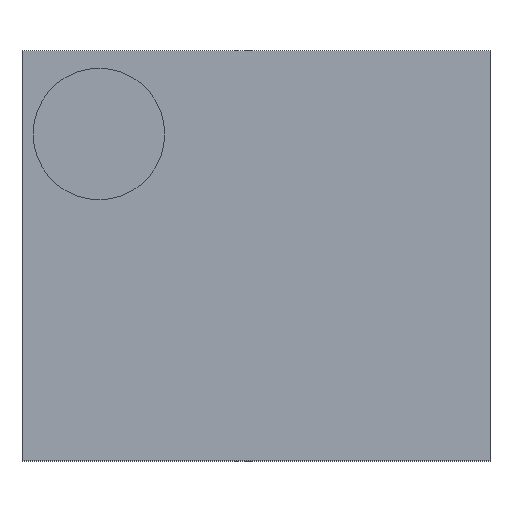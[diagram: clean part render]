
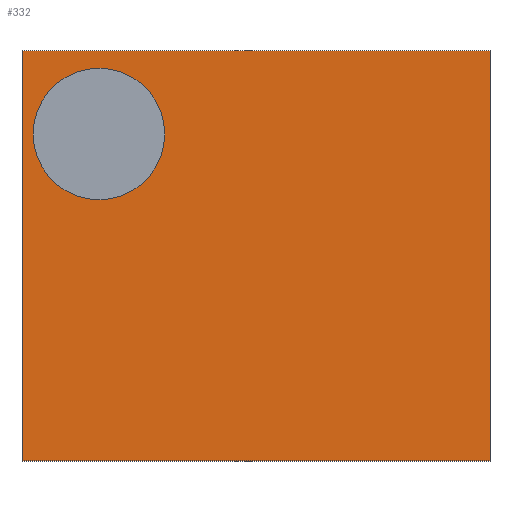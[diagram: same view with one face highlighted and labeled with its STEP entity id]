
A CAD part, top view. The second image highlights one B-rep face of the part: STEP entity #332.
In plain terms, the highlighted planar face has unit normal (0, 0, 1).
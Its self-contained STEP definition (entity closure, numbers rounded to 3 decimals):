
#57=FACE_OUTER_BOUND('',#78,.T.);
#78=EDGE_LOOP('',(#251,#252,#253,#254));
#96=LINE('',#495,#132);
#102=LINE('',#507,#138);
#104=LINE('',#510,#140);
#106=LINE('',#513,#142);
#132=VECTOR('',#394,1.);
#138=VECTOR('',#402,1.);
#140=VECTOR('',#406,1.);
#142=VECTOR('',#410,1.);
#168=VERTEX_POINT('',#492);
#169=VERTEX_POINT('',#494);
#172=VERTEX_POINT('',#501);
#174=VERTEX_POINT('',#505);
#194=EDGE_CURVE('',#168,#169,#96,.T.);
#200=EDGE_CURVE('',#172,#174,#102,.T.);
#202=EDGE_CURVE('',#168,#172,#104,.T.);
#204=EDGE_CURVE('',#169,#174,#106,.T.);
#251=ORIENTED_EDGE('',*,*,#194,.F.);
#252=ORIENTED_EDGE('',*,*,#202,.T.);
#253=ORIENTED_EDGE('',*,*,#200,.T.);
#254=ORIENTED_EDGE('',*,*,#204,.F.);
#312=PLANE('',#360);
#332=ADVANCED_FACE('',(#57),#312,.T.);
#360=AXIS2_PLACEMENT_3D('',#515,#413,#414);
#394=DIRECTION('',(0.,1.,0.));
#402=DIRECTION('',(0.,1.,0.));
#406=DIRECTION('',(1.,0.,0.));
#410=DIRECTION('',(1.,0.,0.));
#413=DIRECTION('center_axis',(0.,0.,1.));
#414=DIRECTION('ref_axis',(1.,0.,0.));
#492=CARTESIAN_POINT('',(0.,0.,0.35));
#494=CARTESIAN_POINT('',(0.,0.64,0.35));
#495=CARTESIAN_POINT('',(0.,0.,0.35));
#501=CARTESIAN_POINT('',(0.73,0.,0.35));
#505=CARTESIAN_POINT('',(0.73,0.64,0.35));
#507=CARTESIAN_POINT('',(0.73,0.,0.35));
#510=CARTESIAN_POINT('',(0.,0.,0.35));
#513=CARTESIAN_POINT('',(0.,0.64,0.35));
#515=CARTESIAN_POINT('Origin',(0.,0.,0.35));
